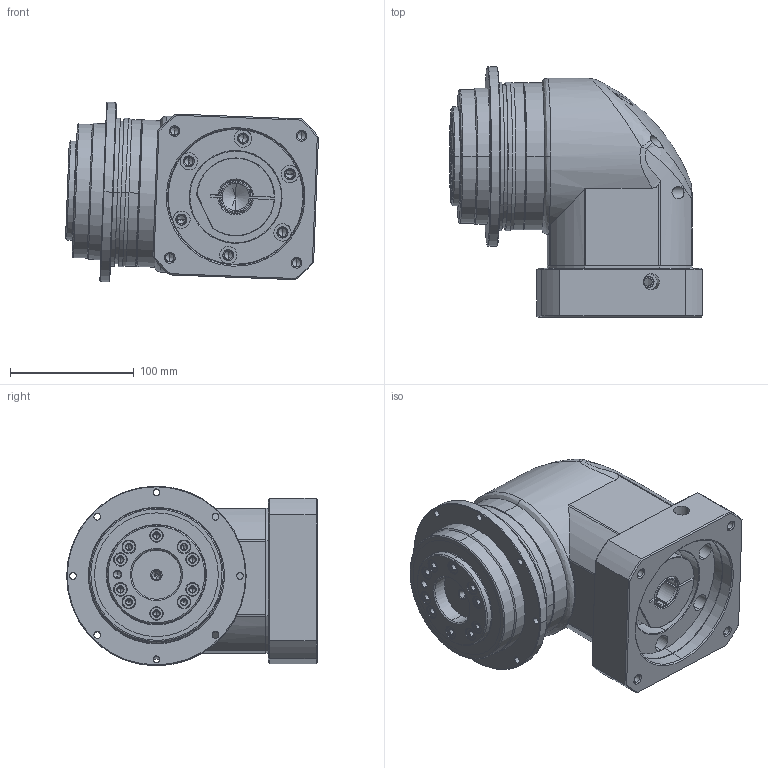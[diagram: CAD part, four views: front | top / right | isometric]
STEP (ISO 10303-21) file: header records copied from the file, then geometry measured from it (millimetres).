
FILE_DESCRIPTION (( 'STEP AP214' ), '1' );
FILE_NAME ('SDL110-L1-22-110-145M8.STEP', '2022-02-25T10:07:12', ( 'admin' ), ( '' ), 'SwSTEP 2.0', 'SolidWorks 2013', '' );
FILE_SCHEMA (( 'AUTOMOTIVE_DESIGN' ));
Length unit declared in the file: millimetre
Products named in the file (5): SD110-L1; SBL115-110-145M8; SB115_X2_8F9351658F7495017D2773AF_X0_-22; SDL115-22; SDL110-L1-22-110-145M8
Assembly tree (4 placements, depth 2):
  SDL110-L1-22-110-145M8
    SDL115-22
    SB115_X2_8F9351658F7495017D2773AF_X0_-22
    SBL115-110-145M8
    SD110-L1
Bounding box: 204.3 x 202.5 x 145.16 mm (x, y, z)
Volume: 2797128.8 mm3; surface area: 264271.7 mm2
Topology: 8 solids, 8 shells, 584 faces, 1454 edges, 880 vertices
Faces by surface type: cylinder 257, cone 193, plane 106, bspline 26, torus 2
Entity records: 30632 total; most frequent: CARTESIAN_POINT 10500, DIRECTION 2857, ORIENTED_EDGE 2740, EDGE_CURVE 1370, AXIS2_PLACEMENT_3D 1154, VERTEX_POINT 874, EDGE_LOOP 708, UNCERTAINTY_MEASURE_WITH_UNIT 601
